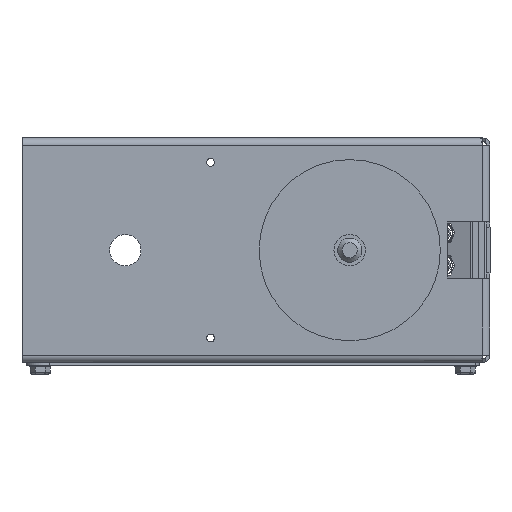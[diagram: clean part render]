
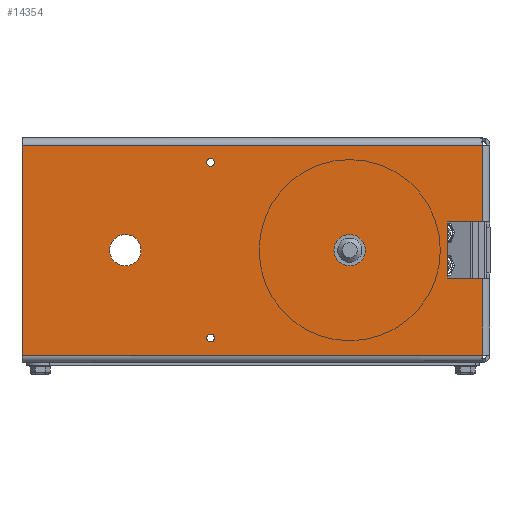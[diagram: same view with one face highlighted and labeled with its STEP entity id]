
A CAD part, front view. The second image highlights one B-rep face of the part: STEP entity #14354.
In plain terms, the highlighted planar face has unit normal (0, -1, 0).
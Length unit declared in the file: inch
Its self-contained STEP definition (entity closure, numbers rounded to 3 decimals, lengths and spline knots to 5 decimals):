
#364=FACE_BOUND('',#2130,.T.);
#365=FACE_BOUND('',#2131,.T.);
#366=FACE_BOUND('',#2132,.T.);
#367=FACE_BOUND('',#2133,.T.);
#606=CIRCLE('',#15483,0.28);
#608=CIRCLE('',#15486,0.28);
#610=CIRCLE('',#15489,0.07);
#612=CIRCLE('',#15492,0.07);
#1326=FACE_OUTER_BOUND('',#2129,.T.);
#2129=EDGE_LOOP('',(#9665,#9666,#9667,#9668,#9669,#9670,#9671,#9672,#9673,
#9674,#9675,#9676));
#2130=EDGE_LOOP('',(#9677));
#2131=EDGE_LOOP('',(#9678));
#2132=EDGE_LOOP('',(#9679));
#2133=EDGE_LOOP('',(#9680));
#3136=LINE('',#21348,#4601);
#3138=LINE('',#21354,#4603);
#3142=LINE('',#21364,#4607);
#3143=LINE('',#21366,#4608);
#3144=LINE('',#21368,#4609);
#3145=LINE('',#21370,#4610);
#3146=LINE('',#21372,#4611);
#3147=LINE('',#21374,#4612);
#3148=LINE('',#21376,#4613);
#3149=LINE('',#21378,#4614);
#3150=LINE('',#21380,#4615);
#3151=LINE('',#21381,#4616);
#4601=VECTOR('',#17071,0.3937);
#4603=VECTOR('',#17077,0.3937);
#4607=VECTOR('',#17085,0.3937);
#4608=VECTOR('',#17086,0.3937);
#4609=VECTOR('',#17087,0.3937);
#4610=VECTOR('',#17088,0.3937);
#4611=VECTOR('',#17089,0.3937);
#4612=VECTOR('',#17090,0.3937);
#4613=VECTOR('',#17091,0.3937);
#4614=VECTOR('',#17092,0.3937);
#4615=VECTOR('',#17093,0.3937);
#4616=VECTOR('',#17094,0.3937);
#6080=VERTEX_POINT('',#21320);
#6082=VERTEX_POINT('',#21326);
#6084=VERTEX_POINT('',#21332);
#6086=VERTEX_POINT('',#21338);
#6089=VERTEX_POINT('',#21345);
#6090=VERTEX_POINT('',#21347);
#6092=VERTEX_POINT('',#21353);
#6096=VERTEX_POINT('',#21363);
#6097=VERTEX_POINT('',#21365);
#6098=VERTEX_POINT('',#21367);
#6099=VERTEX_POINT('',#21369);
#6100=VERTEX_POINT('',#21371);
#6101=VERTEX_POINT('',#21373);
#6102=VERTEX_POINT('',#21375);
#6103=VERTEX_POINT('',#21377);
#6104=VERTEX_POINT('',#21379);
#7495=EDGE_CURVE('',#6080,#6080,#606,.T.);
#7498=EDGE_CURVE('',#6082,#6082,#608,.T.);
#7501=EDGE_CURVE('',#6084,#6084,#610,.T.);
#7504=EDGE_CURVE('',#6086,#6086,#612,.T.);
#7508=EDGE_CURVE('',#6089,#6090,#3136,.T.);
#7511=EDGE_CURVE('',#6092,#6090,#3138,.T.);
#7516=EDGE_CURVE('',#6096,#6089,#3142,.T.);
#7517=EDGE_CURVE('',#6097,#6096,#3143,.T.);
#7518=EDGE_CURVE('',#6098,#6097,#3144,.T.);
#7519=EDGE_CURVE('',#6099,#6098,#3145,.T.);
#7520=EDGE_CURVE('',#6099,#6100,#3146,.T.);
#7521=EDGE_CURVE('',#6100,#6101,#3147,.T.);
#7522=EDGE_CURVE('',#6101,#6102,#3148,.T.);
#7523=EDGE_CURVE('',#6102,#6103,#3149,.T.);
#7524=EDGE_CURVE('',#6103,#6104,#3150,.T.);
#7525=EDGE_CURVE('',#6104,#6092,#3151,.T.);
#9665=ORIENTED_EDGE('',*,*,#7508,.F.);
#9666=ORIENTED_EDGE('',*,*,#7516,.F.);
#9667=ORIENTED_EDGE('',*,*,#7517,.F.);
#9668=ORIENTED_EDGE('',*,*,#7518,.F.);
#9669=ORIENTED_EDGE('',*,*,#7519,.F.);
#9670=ORIENTED_EDGE('',*,*,#7520,.T.);
#9671=ORIENTED_EDGE('',*,*,#7521,.T.);
#9672=ORIENTED_EDGE('',*,*,#7522,.T.);
#9673=ORIENTED_EDGE('',*,*,#7523,.T.);
#9674=ORIENTED_EDGE('',*,*,#7524,.T.);
#9675=ORIENTED_EDGE('',*,*,#7525,.T.);
#9676=ORIENTED_EDGE('',*,*,#7511,.T.);
#9677=ORIENTED_EDGE('',*,*,#7495,.T.);
#9678=ORIENTED_EDGE('',*,*,#7498,.T.);
#9679=ORIENTED_EDGE('',*,*,#7501,.T.);
#9680=ORIENTED_EDGE('',*,*,#7504,.T.);
#13732=PLANE('',#15499);
#14354=ADVANCED_FACE('',(#1326,#364,#365,#366,#367),#13732,.T.);
#15483=AXIS2_PLACEMENT_3D('',#21321,#17041,#17042);
#15486=AXIS2_PLACEMENT_3D('',#21327,#17048,#17049);
#15489=AXIS2_PLACEMENT_3D('',#21333,#17055,#17056);
#15492=AXIS2_PLACEMENT_3D('',#21339,#17062,#17063);
#15499=AXIS2_PLACEMENT_3D('',#21362,#17083,#17084);
#17041=DIRECTION('center_axis',(0.,1.,0.));
#17042=DIRECTION('ref_axis',(-1.,0.,0.));
#17048=DIRECTION('center_axis',(0.,1.,0.));
#17049=DIRECTION('ref_axis',(-1.,0.,0.));
#17055=DIRECTION('center_axis',(0.,1.,0.));
#17056=DIRECTION('ref_axis',(-1.,0.,0.));
#17062=DIRECTION('center_axis',(0.,1.,0.));
#17063=DIRECTION('ref_axis',(-1.,0.,0.));
#17071=DIRECTION('',(0.,0.,-1.));
#17077=DIRECTION('',(1.,0.,0.));
#17083=DIRECTION('center_axis',(0.,-1.,0.));
#17084=DIRECTION('ref_axis',(0.,0.,-1.));
#17085=DIRECTION('',(1.,0.,0.));
#17086=DIRECTION('',(0.,0.,1.));
#17087=DIRECTION('',(-1.,0.,0.));
#17088=DIRECTION('',(0.,0.,-1.));
#17089=DIRECTION('',(-1.,0.,0.));
#17090=DIRECTION('',(0.,0.,1.));
#17091=DIRECTION('',(-1.,0.,0.));
#17092=DIRECTION('',(0.,0.,1.));
#17093=DIRECTION('',(1.,0.,0.));
#17094=DIRECTION('',(0.,0.,1.));
#21320=CARTESIAN_POINT('',(-2.22,-0.0635,0.));
#21321=CARTESIAN_POINT('Origin',(-2.5,-0.0635,
0.));
#21326=CARTESIAN_POINT('',(-6.22,-0.0635,0.));
#21327=CARTESIAN_POINT('Origin',(-6.5,-0.0635,
0.));
#21332=CARTESIAN_POINT('',(-4.91,-0.0635,-1.565));
#21333=CARTESIAN_POINT('Origin',(-4.98,-0.0635,-1.565));
#21338=CARTESIAN_POINT('',(-4.91,-0.0635,1.565));
#21339=CARTESIAN_POINT('Origin',(-4.98,-0.0635,1.565));
#21345=CARTESIAN_POINT('',(-0.127,-0.0635,1.873));
#21347=CARTESIAN_POINT('',(-0.127,-0.0635,0.505));
#21348=CARTESIAN_POINT('',(-0.127,-0.0635,0.));
#21353=CARTESIAN_POINT('',(-0.76,-0.0635,0.505));
#21354=CARTESIAN_POINT('',(0.,-0.0635,0.505));
#21362=CARTESIAN_POINT('Origin',(0.,-0.0635,0.));
#21363=CARTESIAN_POINT('',(-8.34,-0.0635,1.873));
#21364=CARTESIAN_POINT('',(-0.6063,-0.0635,1.873));
#21365=CARTESIAN_POINT('',(-8.34,-0.0635,-1.873));
#21366=CARTESIAN_POINT('',(-8.34,-0.0635,0.));
#21367=CARTESIAN_POINT('',(-0.127,-0.0635,-1.873));
#21368=CARTESIAN_POINT('',(-0.6063,-0.0635,-1.873));
#21369=CARTESIAN_POINT('',(-0.127,-0.0635,-0.505));
#21370=CARTESIAN_POINT('',(-0.127,-0.0635,0.));
#21371=CARTESIAN_POINT('',(-0.76,-0.0635,-0.505));
#21372=CARTESIAN_POINT('',(0.,-0.0635,-0.505));
#21373=CARTESIAN_POINT('',(-0.76,-0.0635,-0.475));
#21374=CARTESIAN_POINT('',(-0.76,-0.0635,-0.2275));
#21375=CARTESIAN_POINT('',(-0.7635,-0.0635,-0.475));
#21376=CARTESIAN_POINT('',(-0.38175,-0.0635,-0.475));
#21377=CARTESIAN_POINT('',(-0.7635,-0.0635,0.475));
#21378=CARTESIAN_POINT('',(-0.7635,-0.0635,0.2375));
#21379=CARTESIAN_POINT('',(-0.76,-0.0635,0.475));
#21380=CARTESIAN_POINT('',(-0.03175,-0.0635,0.475));
#21381=CARTESIAN_POINT('',(-0.76,-0.0635,0.2275));
